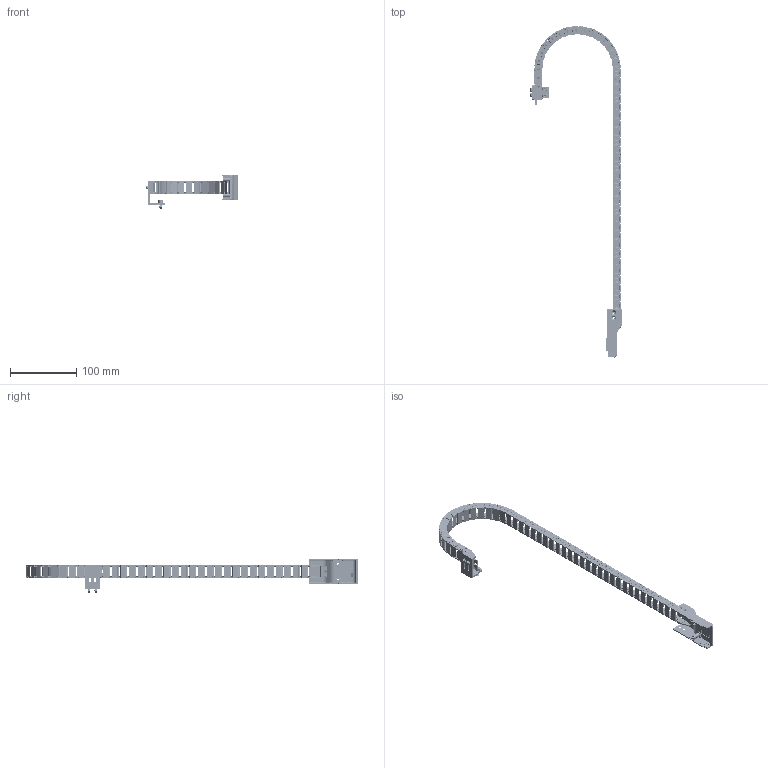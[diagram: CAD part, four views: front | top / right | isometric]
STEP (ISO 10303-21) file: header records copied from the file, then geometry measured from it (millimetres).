
FILE_DESCRIPTION (( 'STEP AP214' ), '1' );
FILE_NAME ('0186-2438_250305_GM50-37-TC-21x12.5.STEP', '2025-03-05T14:12:58', ( '' ), ( '' ), 'SwSTEP 2.0', 'SolidWorks 2024', '' );
FILE_SCHEMA (( 'AUTOMOTIVE_DESIGN' ));
Length unit declared in the file: millimetre
Products named in the file (10): 0230-0421_Senk.-Schr_I-6rd_M3x6_8.8_v-b; 0180-3256_Z01k-TCW-GM50; 0230-0463_Lins.-Schr_I-6rd_M3x8_8.8_v-b; 0160-4999_GM50k-37_SD-TC; 0186-2438_250305_GM50-37-TC-21x12.5; 0230-0040_Zyl.-Schr_I-6kt_M4x10_8.8_v-b; 0160-4536_MA!MI-MONO130.15.28; 0230-0980_M3-6K-Mutter-Typ1; 0160-4535_FA!FI-MONO130.15.28; 0160-4537_KG-MONO130.15.28
Assembly tree (58 placements, depth 2):
  0186-2438_250305_GM50-37-TC-21x12.5
    0160-4999_GM50k-37_SD-TC
    0180-3256_Z01k-TCW-GM50
    0160-4535_FA!FI-MONO130.15.28
    0160-4536_MA!MI-MONO130.15.28
    0160-4537_KG-MONO130.15.28  x44
    0230-0040_Zyl.-Schr_I-6kt_M4x10_8.8_v-b  x2
    0230-0980_M3-6K-Mutter-Typ1  x4
    0230-0421_Senk.-Schr_I-6rd_M3x6_8.8_v-b  x2
    0230-0463_Lins.-Schr_I-6rd_M3x8_8.8_v-b  x2
Bounding box: 139.5 x 500.76 x 52.46 mm (x, y, z)
Volume: 66341.6 mm3; surface area: 108925.2 mm2
Topology: 102 solids, 102 shells, 8155 faces, 23294 edges, 15339 vertices
Faces by surface type: plane 5641, cylinder 2140, cone 316, torus 28, bspline 22, sphere 8
Full cylindrical faces by diameter (mm): 2.5 x20, 3 x24, 3.2 x10, 4 x24, 4.3 x2, 4.5 x90, 4.55 x90, 5.5 x4, 7 x2
Entity records: 24086 total; most frequent: CARTESIAN_POINT 4908, DIRECTION 4037, ORIENTED_EDGE 3700, EDGE_CURVE 1850, AXIS2_PLACEMENT_3D 1465, VERTEX_POINT 1219, LINE 1107, VECTOR 1107
